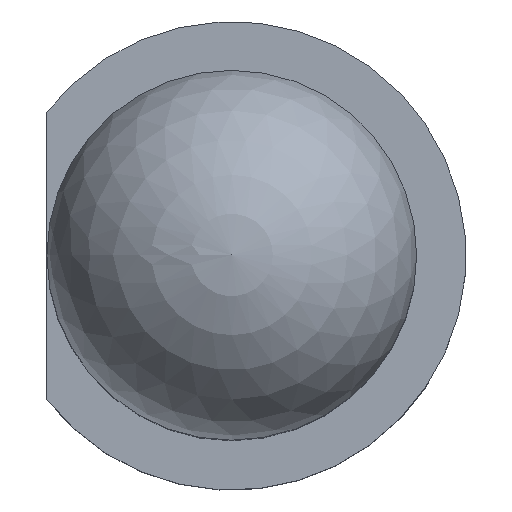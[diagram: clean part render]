
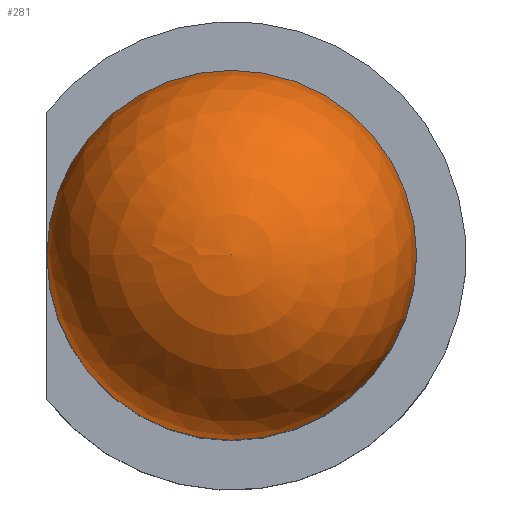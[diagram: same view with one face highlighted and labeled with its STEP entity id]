
A CAD part, top view. The second image highlights one B-rep face of the part: STEP entity #281.
In plain terms, the highlighted spherical face has radius 1.5 mm.
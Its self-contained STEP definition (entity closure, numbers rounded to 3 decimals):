
#18=CIRCLE('',#312,1.5);
#19=CIRCLE('',#313,1.5);
#20=CIRCLE('',#314,1.5);
#24=SPHERICAL_SURFACE('',#311,1.5);
#42=FACE_OUTER_BOUND('',#58,.T.);
#58=EDGE_LOOP('',(#202,#203,#204,#205));
#142=VERTEX_POINT('',#427);
#143=VERTEX_POINT('',#428);
#144=VERTEX_POINT('',#431);
#166=EDGE_CURVE('',#142,#143,#18,.T.);
#167=EDGE_CURVE('',#143,#142,#19,.T.);
#168=EDGE_CURVE('',#144,#143,#20,.T.);
#202=ORIENTED_EDGE('',*,*,#166,.F.);
#203=ORIENTED_EDGE('',*,*,#167,.F.);
#204=ORIENTED_EDGE('',*,*,#168,.F.);
#205=ORIENTED_EDGE('',*,*,#168,.T.);
#281=ADVANCED_FACE('',(#42),#24,.T.);
#311=AXIS2_PLACEMENT_3D('',#426,#345,#346);
#312=AXIS2_PLACEMENT_3D('',#429,#347,#348);
#313=AXIS2_PLACEMENT_3D('',#430,#349,#350);
#314=AXIS2_PLACEMENT_3D('',#432,#351,#352);
#345=DIRECTION('center_axis',(0.,0.,1.));
#346=DIRECTION('ref_axis',(1.,0.,0.));
#347=DIRECTION('center_axis',(0.,0.,-1.));
#348=DIRECTION('ref_axis',(1.,0.,0.));
#349=DIRECTION('center_axis',(0.,0.,-1.));
#350=DIRECTION('ref_axis',(1.,0.,0.));
#351=DIRECTION('center_axis',(0.,-1.,0.));
#352=DIRECTION('ref_axis',(-1.,0.,0.));
#426=CARTESIAN_POINT('Origin',(1.27,0.,12.8));
#427=CARTESIAN_POINT('',(2.77,0.,12.8));
#428=CARTESIAN_POINT('',(-0.23,0.,12.8));
#429=CARTESIAN_POINT('Origin',(1.27,0.,12.8));
#430=CARTESIAN_POINT('Origin',(1.27,0.,12.8));
#431=CARTESIAN_POINT('',(1.27,0.,14.3));
#432=CARTESIAN_POINT('Origin',(1.27,0.,12.8));
